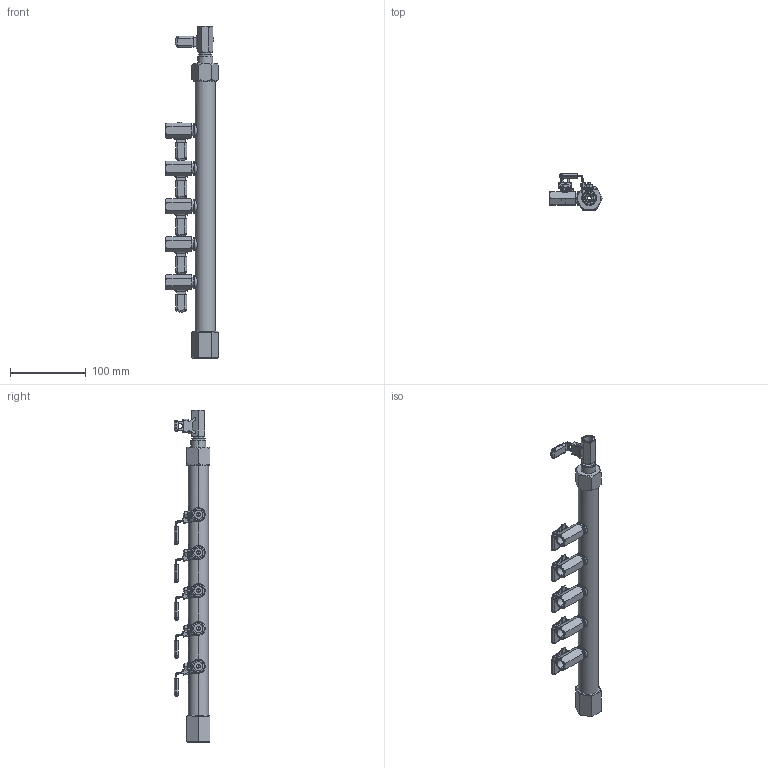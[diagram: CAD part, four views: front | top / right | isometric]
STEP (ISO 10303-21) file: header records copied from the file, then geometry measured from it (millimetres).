
FILE_DESCRIPTION (( 'STEP AP214' ), '1' );
FILE_NAME ('AH34RP5L-14RCSL AH34 Series 5 Way LH Single Sided Stainless Steel Instrument Air Manifold.STEP', '2020-02-26T19:36:31', ( '' ), ( '' ), 'SwSTEP 2.0', 'SolidWorks 2020', '' );
FILE_SCHEMA (( 'AUTOMOTIVE_DESIGN' ));
Length unit declared in the file: millimetre
Products named in the file (22): D1T-HL red sleeve_D1T-HL Closed; D1T-HL Handle Cover; 5mm Nylon Washer; Manifold Adaptor; 3-4 BSPT Coupler; Lever; 5mm SS Washer; F-CAP; STEM; White letter colouring block; SLIDE_LOCK; AH34RP5L-14RCSL AH34 Series 5 Way LH Single Sided Stainless Steel Instrument Air Manifold; BACK_P; m5 Nut; AH34RPSL-14RCSL 5-Way LH Manifold; 5mm SS Lock Washer; D1T-HL Valve Body
Assembly tree (87 placements, depth 3):
  AH34RP5L-14RCSL AH34 Series 5 Way LH Single Sided Stainless Steel Instrument Air Manifold
    AH34RPSL-14RCSL 5-Way LH Manifold
    Manifold Adaptor
    D1T-HL red sleeve_D1T-HL Closed
      D1T-HL Valve Body
      STEM
      BACK_P
      F-CAP
      SLIDE_LOCK
      Lever
      5mm Nylon Washer
      5mm SS Washer  x2
      5mm SS Lock Washer
      m5 Nut
      D1T-HL Handle Cover
      White letter colouring block
    D1T-HL red sleeve_D1T-HL Closed
      D1T-HL Valve Body
      STEM
      BACK_P
      F-CAP
      SLIDE_LOCK
      Lever
      5mm Nylon Washer
      5mm SS Washer  x2
      5mm SS Lock Washer
      m5 Nut
      D1T-HL Handle Cover
      White letter colouring block
    3-4 BSPT Coupler
    D1T-HL red sleeve_D1T-HL Closed
      D1T-HL Valve Body
      STEM
      BACK_P
      F-CAP
      SLIDE_LOCK
      Lever
      5mm Nylon Washer
      5mm SS Washer  x2
      5mm SS Lock Washer
      m5 Nut
      D1T-HL Handle Cover
      White letter colouring block
    D1T-HL red sleeve_D1T-HL Closed
      D1T-HL Valve Body
      STEM
      BACK_P
      F-CAP
      SLIDE_LOCK
      Lever
      5mm Nylon Washer
      5mm SS Washer  x2
      5mm SS Lock Washer
      m5 Nut
      D1T-HL Handle Cover
      White letter colouring block
    D1T-HL red sleeve_D1T-HL Closed
      D1T-HL Valve Body
      STEM
      BACK_P
Bounding box: 70.05 x 47.35 x 438 mm (x, y, z)
Volume: 185978.4 mm3; surface area: 137824.7 mm2
Topology: 99 solids, 99 shells, 3434 faces, 8721 edges, 5600 vertices
Faces by surface type: plane 1570, cylinder 869, bspline 577, torus 312, cone 106
Entity records: 43928 total; most frequent: CARTESIAN_POINT 20216, ORIENTED_EDGE 4368, DIRECTION 3661, EDGE_CURVE 2184, VERTEX_POINT 1402, AXIS2_PLACEMENT_3D 1272, LINE 1117, VECTOR 1117
